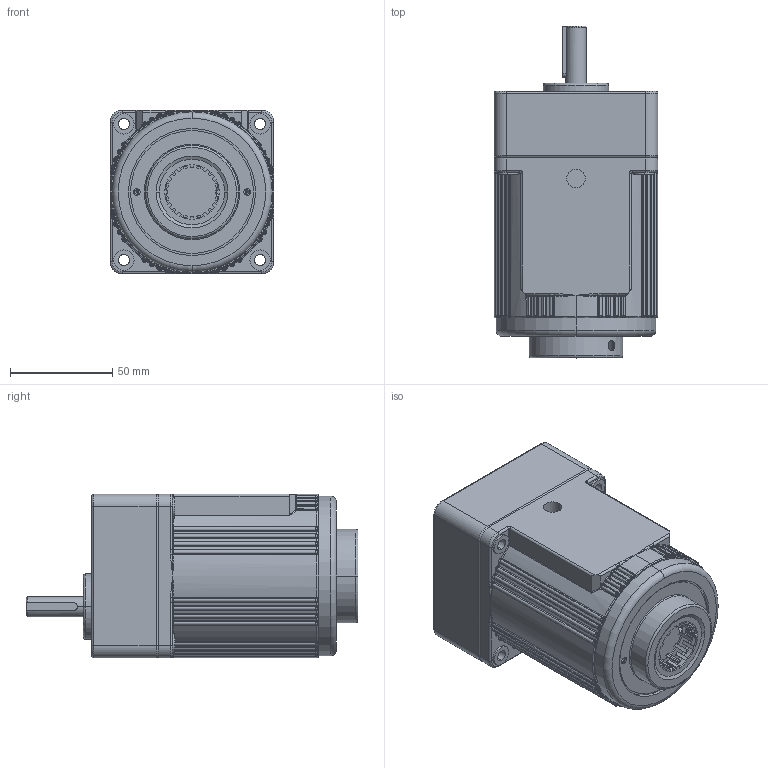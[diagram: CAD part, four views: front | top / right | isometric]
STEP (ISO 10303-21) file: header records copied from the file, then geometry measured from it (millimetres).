
FILE_DESCRIPTION (( 'STEP AP203' ), '1' );
FILE_NAME ('4IK25R+4GN3-15K.STEP', '2020-01-08T06:07:35', ( 'Sky123.Org' ), ( 'Sky123.Org' ), 'SwSTEP 2.0', 'SolidWorks 2014', '' );
FILE_SCHEMA (( 'CONFIG_CONTROL_DESIGN' ));
Length unit declared in the file: millimetre
Products named in the file (6): 4IK25A; 4GN3-15K; 测速线圈外壳; 测速线圈外壳2; 测速线圈总成; 4IK25R+4GN3-15K
Assembly tree (5 placements, depth 3):
  4IK25R+4GN3-15K
    4IK25A
    4GN3-15K
    测速线圈总成
      测速线圈外壳
      测速线圈外壳2
Bounding box: 80 x 162 x 80 mm (x, y, z)
Volume: 659890.7 mm3; surface area: 78902.8 mm2
Topology: 4 solids, 4 shells, 973 faces, 2416 edges, 1414 vertices
Faces by surface type: cylinder 326, torus 206, bspline 191, plane 143, sphere 57, cone 50
Entity records: 35709 total; most frequent: CARTESIAN_POINT 13049, DIRECTION 4733, ORIENTED_EDGE 4694, EDGE_CURVE 2347, AXIS2_PLACEMENT_3D 2035, VERTEX_POINT 1412, CIRCLE 1244, EDGE_LOOP 1031
